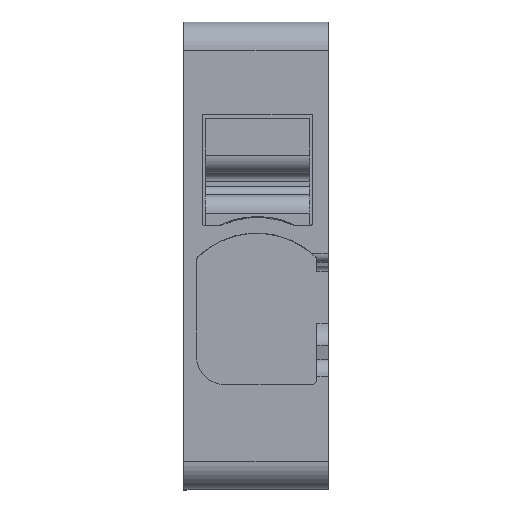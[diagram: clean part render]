
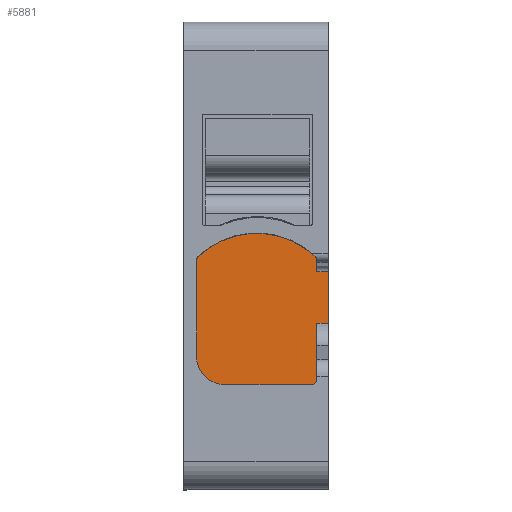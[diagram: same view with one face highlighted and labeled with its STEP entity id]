
A CAD part, top view. The second image highlights one B-rep face of the part: STEP entity #5881.
In plain terms, the highlighted planar face has unit normal (0, 0, 1).
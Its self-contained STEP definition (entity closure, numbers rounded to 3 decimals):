
#4323=AXIS2_PLACEMENT_3D('Circle Axis2P3D',#4321,#4322,$) ;
#4330=AXIS2_PLACEMENT_3D('Circle Axis2P3D',#4328,#4329,$) ;
#4381=AXIS2_PLACEMENT_3D('Circle Axis2P3D',#4379,#4380,$) ;
#4431=AXIS2_PLACEMENT_3D('Circle Axis2P3D',#4429,#4430,$) ;
#4456=AXIS2_PLACEMENT_3D('Circle Axis2P3D',#4454,#4455,$) ;
#5832=AXIS2_PLACEMENT_3D('Plane Axis2P3D',#5829,#5830,#5831) ;
#5850=AXIS2_PLACEMENT_3D('Circle Axis2P3D',#5848,#5849,$) ;
#5857=AXIS2_PLACEMENT_3D('Circle Axis2P3D',#5855,#5856,$) ;
#3100=CARTESIAN_POINT('Vertex',(5.1,5.869,35.55)) ;
#3438=CARTESIAN_POINT('Vertex',(5.1,7.702,35.55)) ;
#3441=CARTESIAN_POINT('Line Origine',(5.1,6.785,35.55)) ;
#4284=CARTESIAN_POINT('Vertex',(4.7,3.9,35.55)) ;
#4298=CARTESIAN_POINT('Vertex',(4.7,5.869,35.55)) ;
#4301=CARTESIAN_POINT('Line Origine',(4.7,4.885,35.55)) ;
#4321=CARTESIAN_POINT('Axis2P3D Location',(4.5,3.9,35.55)) ;
#4325=CARTESIAN_POINT('Vertex',(4.65,3.768,35.55)) ;
#4328=CARTESIAN_POINT('Axis2P3D Location',(4.5,3.9,35.55)) ;
#4332=CARTESIAN_POINT('Vertex',(4.5,3.7,35.55)) ;
#4354=CARTESIAN_POINT('Line Origine',(2.975,3.7,35.55)) ;
#4358=CARTESIAN_POINT('Vertex',(1.45,3.7,35.55)) ;
#4379=CARTESIAN_POINT('Axis2P3D Location',(1.45,4.7,35.55)) ;
#4383=CARTESIAN_POINT('Vertex',(0.45,4.7,35.55)) ;
#4404=CARTESIAN_POINT('Line Origine',(0.45,6.392,35.55)) ;
#4408=CARTESIAN_POINT('Vertex',(0.45,8.083,35.55)) ;
#4429=CARTESIAN_POINT('Axis2P3D Location',(0.65,8.083,35.55)) ;
#4433=CARTESIAN_POINT('Vertex',(0.512,8.229,35.55)) ;
#4454=CARTESIAN_POINT('Axis2P3D Location',(2.575,6.05,35.55)) ;
#4458=CARTESIAN_POINT('Vertex',(4.638,8.229,35.55)) ;
#5829=CARTESIAN_POINT('Axis2P3D Location',(4.7,5.869,35.55)) ;
#5834=CARTESIAN_POINT('Line Origine',(4.9,7.702,35.55)) ;
#5838=CARTESIAN_POINT('Vertex',(4.7,7.702,35.55)) ;
#5841=CARTESIAN_POINT('Line Origine',(4.7,7.893,35.55)) ;
#5845=CARTESIAN_POINT('Vertex',(4.7,8.083,35.55)) ;
#5848=CARTESIAN_POINT('Axis2P3D Location',(4.5,8.083,35.55)) ;
#5852=CARTESIAN_POINT('Vertex',(4.65,8.216,35.55)) ;
#5855=CARTESIAN_POINT('Axis2P3D Location',(4.5,8.083,35.55)) ;
#5860=CARTESIAN_POINT('Line Origine',(4.9,5.869,35.55)) ;
#3442=DIRECTION('Vector Direction',(0.,1.,0.)) ;
#4302=DIRECTION('Vector Direction',(0.,1.,0.)) ;
#4322=DIRECTION('Axis2P3D Direction',(0.,0.,1.)) ;
#4329=DIRECTION('Axis2P3D Direction',(0.,0.,1.)) ;
#4355=DIRECTION('Vector Direction',(-1.,0.,0.)) ;
#4380=DIRECTION('Axis2P3D Direction',(0.,0.,1.)) ;
#4405=DIRECTION('Vector Direction',(0.,1.,0.)) ;
#4430=DIRECTION('Axis2P3D Direction',(0.,0.,1.)) ;
#4455=DIRECTION('Axis2P3D Direction',(0.,0.,1.)) ;
#5830=DIRECTION('Axis2P3D Direction',(0.,0.,-1.)) ;
#5831=DIRECTION('Axis2P3D XDirection',(0.,1.,0.)) ;
#5835=DIRECTION('Vector Direction',(-1.,0.,0.)) ;
#5842=DIRECTION('Vector Direction',(0.,1.,0.)) ;
#5849=DIRECTION('Axis2P3D Direction',(0.,0.,-1.)) ;
#5856=DIRECTION('Axis2P3D Direction',(0.,0.,-1.)) ;
#5861=DIRECTION('Vector Direction',(-1.,0.,0.)) ;
#3443=VECTOR('Line Direction',#3442,1.) ;
#4303=VECTOR('Line Direction',#4302,1.) ;
#4356=VECTOR('Line Direction',#4355,1.) ;
#4406=VECTOR('Line Direction',#4405,1.) ;
#5836=VECTOR('Line Direction',#5835,1.) ;
#5843=VECTOR('Line Direction',#5842,1.) ;
#5862=VECTOR('Line Direction',#5861,1.) ;
#5866=ORIENTED_EDGE('',*,*,#3445,.T.) ;
#5867=ORIENTED_EDGE('',*,*,#5840,.F.) ;
#5868=ORIENTED_EDGE('',*,*,#5847,.T.) ;
#5869=ORIENTED_EDGE('',*,*,#5854,.F.) ;
#5870=ORIENTED_EDGE('',*,*,#5859,.F.) ;
#5871=ORIENTED_EDGE('',*,*,#4460,.F.) ;
#5872=ORIENTED_EDGE('',*,*,#4435,.F.) ;
#5873=ORIENTED_EDGE('',*,*,#4410,.F.) ;
#5874=ORIENTED_EDGE('',*,*,#4385,.F.) ;
#5875=ORIENTED_EDGE('',*,*,#4360,.F.) ;
#5876=ORIENTED_EDGE('',*,*,#4334,.F.) ;
#5877=ORIENTED_EDGE('',*,*,#4327,.F.) ;
#5878=ORIENTED_EDGE('',*,*,#4305,.T.) ;
#5879=ORIENTED_EDGE('',*,*,#5864,.T.) ;
#5881=ADVANCED_FACE('APG_2-5_1',(#5880),#5833,.F.) ;
#4324=CIRCLE('generated circle',#4323,0.2) ;
#4331=CIRCLE('generated circle',#4330,0.2) ;
#4382=CIRCLE('generated circle',#4381,1.) ;
#4432=CIRCLE('generated circle',#4431,0.2) ;
#4457=CIRCLE('generated circle',#4456,3.) ;
#5851=CIRCLE('generated circle',#5850,0.2) ;
#5858=CIRCLE('generated circle',#5857,0.2) ;
#3445=EDGE_CURVE('',#3101,#3439,#3444,.T.) ;
#4305=EDGE_CURVE('',#4285,#4299,#4304,.T.) ;
#4327=EDGE_CURVE('',#4285,#4326,#4324,.F.) ;
#4334=EDGE_CURVE('',#4326,#4333,#4331,.F.) ;
#4360=EDGE_CURVE('',#4333,#4359,#4357,.T.) ;
#4385=EDGE_CURVE('',#4359,#4384,#4382,.F.) ;
#4410=EDGE_CURVE('',#4384,#4409,#4407,.T.) ;
#4435=EDGE_CURVE('',#4409,#4434,#4432,.F.) ;
#4460=EDGE_CURVE('',#4434,#4459,#4457,.F.) ;
#5840=EDGE_CURVE('',#5839,#3439,#5837,.F.) ;
#5847=EDGE_CURVE('',#5839,#5846,#5844,.T.) ;
#5854=EDGE_CURVE('',#5853,#5846,#5851,.T.) ;
#5859=EDGE_CURVE('',#4459,#5853,#5858,.T.) ;
#5864=EDGE_CURVE('',#4299,#3101,#5863,.F.) ;
#5865=EDGE_LOOP('',(#5866,#5867,#5868,#5869,#5870,#5871,#5872,#5873,#5874,#5875,#5876,#5877,#5878,#5879)) ;
#5880=FACE_OUTER_BOUND('',#5865,.T.) ;
#3444=LINE('Line',#3441,#3443) ;
#4304=LINE('Line',#4301,#4303) ;
#4357=LINE('Line',#4354,#4356) ;
#4407=LINE('Line',#4404,#4406) ;
#5837=LINE('Line',#5834,#5836) ;
#5844=LINE('Line',#5841,#5843) ;
#5863=LINE('Line',#5860,#5862) ;
#5833=PLANE('',#5832) ;
#3101=VERTEX_POINT('',#3100) ;
#3439=VERTEX_POINT('',#3438) ;
#4285=VERTEX_POINT('',#4284) ;
#4299=VERTEX_POINT('',#4298) ;
#4326=VERTEX_POINT('',#4325) ;
#4333=VERTEX_POINT('',#4332) ;
#4359=VERTEX_POINT('',#4358) ;
#4384=VERTEX_POINT('',#4383) ;
#4409=VERTEX_POINT('',#4408) ;
#4434=VERTEX_POINT('',#4433) ;
#4459=VERTEX_POINT('',#4458) ;
#5839=VERTEX_POINT('',#5838) ;
#5846=VERTEX_POINT('',#5845) ;
#5853=VERTEX_POINT('',#5852) ;
